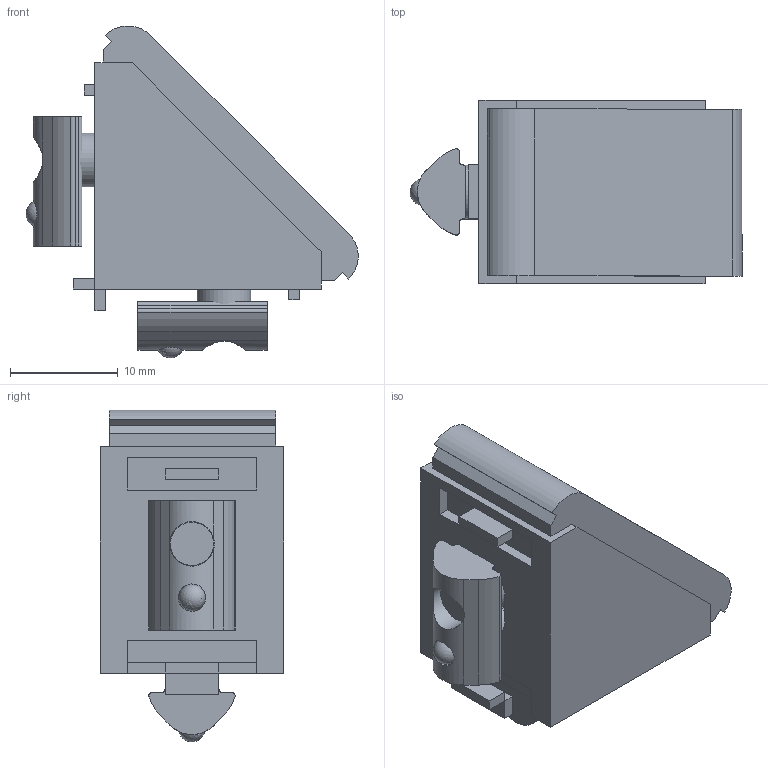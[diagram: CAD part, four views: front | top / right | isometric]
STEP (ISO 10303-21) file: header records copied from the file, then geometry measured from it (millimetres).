
FILE_DESCRIPTION(/* description */ ('Winkel Zn 20x20 '),/* implementation_level */ '2;1');
FILE_NAME(/* name */ 'SZ0964N_A.stp',/* time_stamp */ '2015-11-19T16:00:59+01:00',/* author */ ('Marina Kaa'),/* organization */ (''),/* preprocessor_version */ 'ST-DEVELOPER v15.6',/* originating_system */ 'Autodesk Inventor 2015',/* authorisation */ '');
FILE_SCHEMA (('AUTOMOTIVE_DESIGN { 1 0 10303 214 3 1 1 }'));
Length unit declared in the file: millimetre
Products named in the file (8): SZ0965N_A; SZ0068S_A; SS8205V_A; ME1631107_A; MK2402080_A; SV2193V_A; SS0308V_A; SZ0964N_A
Bounding box: 30.83 x 17 x 30.82 mm (x, y, z)
Volume: 5307 mm3; surface area: 5638.5 mm2
Topology: 13 solids, 13 shells, 226 faces, 581 edges, 382 vertices
Faces by surface type: plane 150, cylinder 66, torus 4, cone 4, sphere 2
Full cylindrical faces by diameter (mm): 2.55 x2, 4.134 x2, 5 x2, 9.5 x2, 10 x2
Entity records: 4884 total; most frequent: CARTESIAN_POINT 893, DIRECTION 798, ORIENTED_EDGE 768, EDGE_CURVE 383, LINE 300, VECTOR 300, VERTEX_POINT 258, AXIS2_PLACEMENT_3D 249
